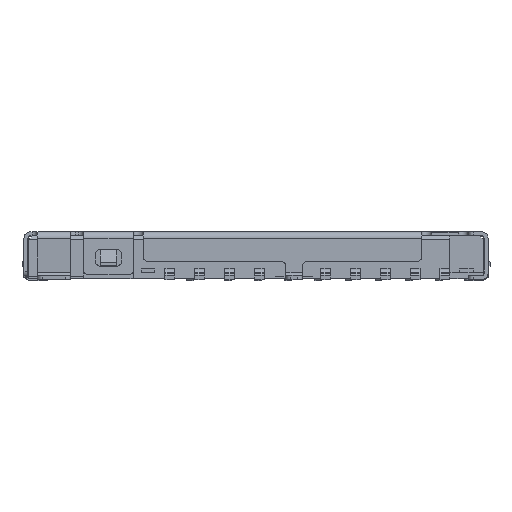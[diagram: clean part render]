
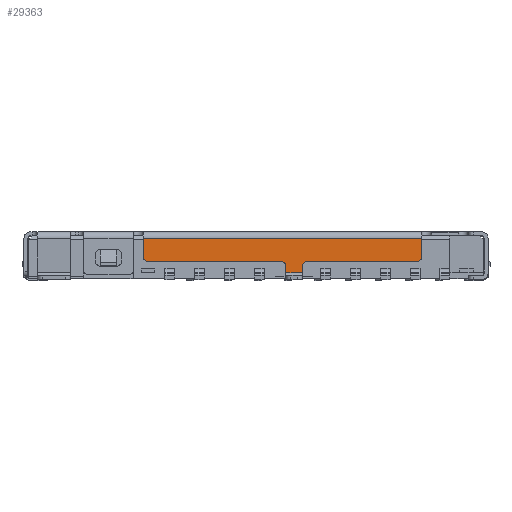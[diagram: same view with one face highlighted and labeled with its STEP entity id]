
A CAD part, top view. The second image highlights one B-rep face of the part: STEP entity #29363.
In plain terms, the highlighted planar face has unit normal (0, 0, 1).
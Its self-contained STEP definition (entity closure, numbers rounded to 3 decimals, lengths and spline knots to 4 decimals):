
#2690=DIRECTION('',(0.,1.,0.));
#2691=VECTOR('',#2690,0.55);
#2692=CARTESIAN_POINT('',(-4.35,0.65,-0.6));
#2693=LINE('',#2692,#2691);
#4079=DIRECTION('',(-1.,0.,0.));
#4080=VECTOR('',#4079,8.4);
#4081=CARTESIAN_POINT('',(4.05,1.2,-0.6));
#4082=LINE('',#4081,#4080);
#4087=DIRECTION('',(1.,0.,0.));
#4088=VECTOR('',#4087,3.3);
#4089=CARTESIAN_POINT('',(0.6,0.5,-0.6));
#4090=LINE('',#4089,#4088);
#4091=CARTESIAN_POINT('',(0.6,0.35,-0.6));
#4092=DIRECTION('',(0.,0.,-1.));
#4093=DIRECTION('',(-1.,0.,0.));
#4094=AXIS2_PLACEMENT_3D('',#4091,#4092,#4093);
#4096=DIRECTION('',(0.,1.,0.));
#4097=VECTOR('',#4096,0.1895);
#4098=CARTESIAN_POINT('',(0.45,0.1605,-0.6));
#4099=LINE('',#4098,#4097);
#4100=DIRECTION('',(0.,-1.,0.));
#4101=VECTOR('',#4100,0.1895);
#4102=CARTESIAN_POINT('',(-0.05,0.35,-0.6));
#4103=LINE('',#4102,#4101);
#4104=CARTESIAN_POINT('',(-0.2,0.35,-0.6));
#4105=DIRECTION('',(0.,0.,-1.));
#4106=DIRECTION('',(0.,1.,0.));
#4107=AXIS2_PLACEMENT_3D('',#4104,#4105,#4106);
#4109=CARTESIAN_POINT('',(-4.2,0.65,-0.6));
#4110=DIRECTION('',(0.,0.,1.));
#4111=DIRECTION('',(-1.,0.,0.));
#4112=AXIS2_PLACEMENT_3D('',#4109,#4110,#4111);
#4114=DIRECTION('',(0.,1.,0.));
#4115=VECTOR('',#4114,0.55);
#4116=CARTESIAN_POINT('',(4.05,0.65,-0.6));
#4117=LINE('',#4116,#4115);
#4118=CARTESIAN_POINT('',(3.9,0.65,-0.6));
#4119=DIRECTION('',(0.,0.,1.));
#4120=DIRECTION('',(0.,-1.,0.));
#4121=AXIS2_PLACEMENT_3D('',#4118,#4119,#4120);
#4255=DIRECTION('',(-1.,0.,0.));
#4256=VECTOR('',#4255,0.5);
#4257=CARTESIAN_POINT('',(0.45,0.1605,-0.6));
#4258=LINE('',#4257,#4256);
#4275=DIRECTION('',(-1.,0.,0.));
#4276=VECTOR('',#4275,4.);
#4277=CARTESIAN_POINT('',(-0.2,0.5,-0.6));
#4278=LINE('',#4277,#4276);
#22436=CARTESIAN_POINT('',(4.05,0.65,-0.6));
#22438=VERTEX_POINT('',#22436);
#22442=CARTESIAN_POINT('',(4.05,1.2,-0.6));
#22443=VERTEX_POINT('',#22442);
#22445=CARTESIAN_POINT('',(3.9,0.5,-0.6));
#22447=VERTEX_POINT('',#22445);
#22449=CARTESIAN_POINT('',(0.6,0.5,-0.6));
#22451=VERTEX_POINT('',#22449);
#22452=CARTESIAN_POINT('',(0.45,0.35,-0.6));
#22453=VERTEX_POINT('',#22452);
#22476=CARTESIAN_POINT('',(0.45,0.1605,-0.6));
#22477=VERTEX_POINT('',#22476);
#22496=CARTESIAN_POINT('',(-0.05,0.1605,-0.6));
#22497=VERTEX_POINT('',#22496);
#22498=CARTESIAN_POINT('',(-0.05,0.35,-0.6));
#22499=VERTEX_POINT('',#22498);
#22500=CARTESIAN_POINT('',(-0.2,0.5,-0.6));
#22501=VERTEX_POINT('',#22500);
#22502=CARTESIAN_POINT('',(-4.2,0.5,-0.6));
#22503=VERTEX_POINT('',#22502);
#22504=CARTESIAN_POINT('',(-4.35,0.65,-0.6));
#22505=VERTEX_POINT('',#22504);
#22506=CARTESIAN_POINT('',(-4.35,1.2,-0.6));
#22507=VERTEX_POINT('',#22506);
#29335=CARTESIAN_POINT('',(-0.15,0.6802,-0.6));
#29336=DIRECTION('',(0.,0.,1.));
#29337=DIRECTION('',(0.,1.,0.));
#29338=AXIS2_PLACEMENT_3D('',#29335,#29336,#29337);
#29339=PLANE('',#29338);
#29341=ORIENTED_EDGE('',*,*,#29340,.F.);
#29343=ORIENTED_EDGE('',*,*,#29342,.F.);
#29345=ORIENTED_EDGE('',*,*,#29344,.F.);
#29347=ORIENTED_EDGE('',*,*,#29346,.T.);
#29349=ORIENTED_EDGE('',*,*,#29348,.F.);
#29351=ORIENTED_EDGE('',*,*,#29350,.F.);
#29353=ORIENTED_EDGE('',*,*,#29352,.T.);
#29355=ORIENTED_EDGE('',*,*,#29354,.F.);
#29356=ORIENTED_EDGE('',*,*,#27498,.T.);
#29357=ORIENTED_EDGE('',*,*,#29328,.F.);
#29358=ORIENTED_EDGE('',*,*,#27464,.F.);
#29360=ORIENTED_EDGE('',*,*,#29359,.F.);
#29361=EDGE_LOOP('',(#29341,#29343,#29345,#29347,#29349,#29351,#29353,#29355,
#29356,#29357,#29358,#29360));
#29362=FACE_OUTER_BOUND('',#29361,.F.);
#29363=ADVANCED_FACE('',(#29362),#29339,.T.);
#4095=CIRCLE('',#4094,0.15);
#4108=CIRCLE('',#4107,0.15);
#4113=CIRCLE('',#4112,0.15);
#4122=CIRCLE('',#4121,0.15);
#27464=EDGE_CURVE('',#22438,#22443,#4117,.T.);
#27498=EDGE_CURVE('',#22505,#22507,#2693,.T.);
#29328=EDGE_CURVE('',#22443,#22507,#4082,.T.);
#29340=EDGE_CURVE('',#22451,#22447,#4090,.T.);
#29342=EDGE_CURVE('',#22453,#22451,#4095,.T.);
#29344=EDGE_CURVE('',#22477,#22453,#4099,.T.);
#29346=EDGE_CURVE('',#22477,#22497,#4258,.T.);
#29348=EDGE_CURVE('',#22499,#22497,#4103,.T.);
#29350=EDGE_CURVE('',#22501,#22499,#4108,.T.);
#29352=EDGE_CURVE('',#22501,#22503,#4278,.T.);
#29354=EDGE_CURVE('',#22505,#22503,#4113,.T.);
#29359=EDGE_CURVE('',#22447,#22438,#4122,.T.);
